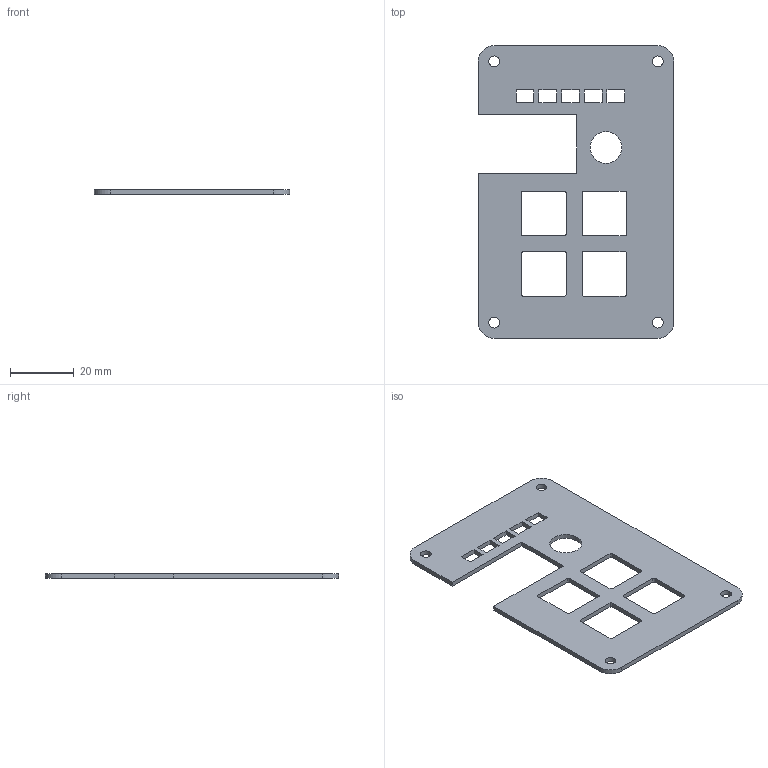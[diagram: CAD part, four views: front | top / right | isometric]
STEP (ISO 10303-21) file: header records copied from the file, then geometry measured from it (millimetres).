
FILE_DESCRIPTION(/* description */ (''),/* implementation_level */ '2;1');
FILE_NAME(/* name */ 'hackpad v1 top.step',/* time_stamp */ '2025-12-21T11:51:06+01:00',/* author */ (''),/* organization */ (''),/* preprocessor_version */ 'ST-DEVELOPER v20.1',/* originating_system */ 'Autodesk Translation Framework v14.21.0.0',/* authorisation */ '');
FILE_SCHEMA (('AUTOMOTIVE_DESIGN { 1 0 10303 214 3 1 1 }'));
Length unit declared in the file: millimetre
Products named in the file (1): 2025-12-12-16-41-05-486
Bounding box: 61.39 x 92.12 x 1.5 mm (x, y, z)
Volume: 6074.9 mm3; surface area: 9226.5 mm2
Topology: 1 solids, 1 shells, 71 faces, 207 edges, 138 vertices
Faces by surface type: plane 46, cylinder 25
Full cylindrical faces by diameter (mm): 3.4 x4, 10 x1
Entity records: 2447 total; most frequent: CARTESIAN_POINT 417, ORIENTED_EDGE 414, DIRECTION 401, EDGE_CURVE 207, LINE 157, VECTOR 157, VERTEX_POINT 138, AXIS2_PLACEMENT_3D 122
